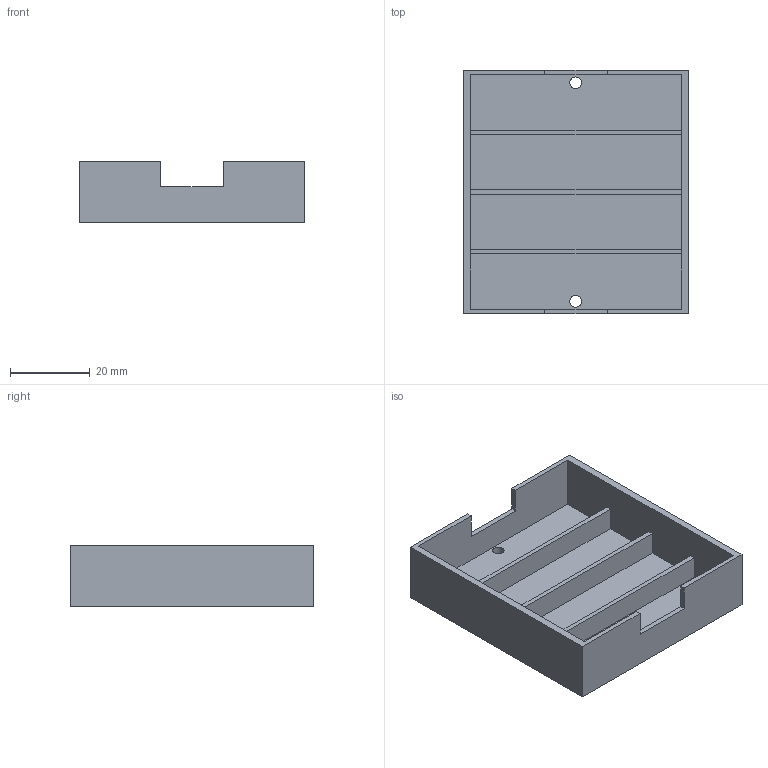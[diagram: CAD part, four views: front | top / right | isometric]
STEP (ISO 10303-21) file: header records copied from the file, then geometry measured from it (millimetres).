
FILE_DESCRIPTION(('FreeCAD Model'),'2;1');
FILE_NAME('BatteryHolder_BC4AAW001.step','2018-06-25T20:34:00',( 'kicad StepUp'),('ksu MCAD'),'Open CASCADE STEP processor 7.2', 'FreeCAD','Unknown');
FILE_SCHEMA(('AUTOMOTIVE_DESIGN { 1 0 10303 214 1 1 1 1 }'));
Length unit declared in the file: millimetre
Products named in the file (1): BatteryHolder_BC4AAW001
Bounding box: 56.8 x 61.3 x 15.5 mm (x, y, z)
Volume: 12391.9 mm3; surface area: 15170.3 mm2
Topology: 1 solids, 1 shells, 32 faces, 90 edges, 60 vertices
Faces by surface type: plane 30, cylinder 2
Full cylindrical faces by diameter (mm): 2.9 x2
Entity records: 1047 total; most frequent: CARTESIAN_POINT 183, ORIENTED_EDGE 180, DIRECTION 160, EDGE_CURVE 90, LINE 86, VECTOR 86, VERTEX_POINT 60, AXIS2_PLACEMENT_3D 37
